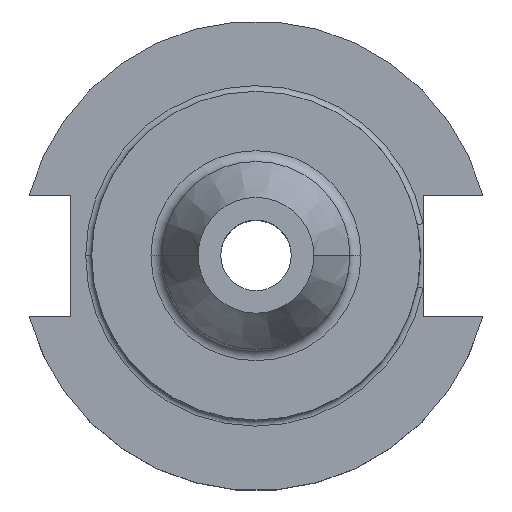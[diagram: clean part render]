
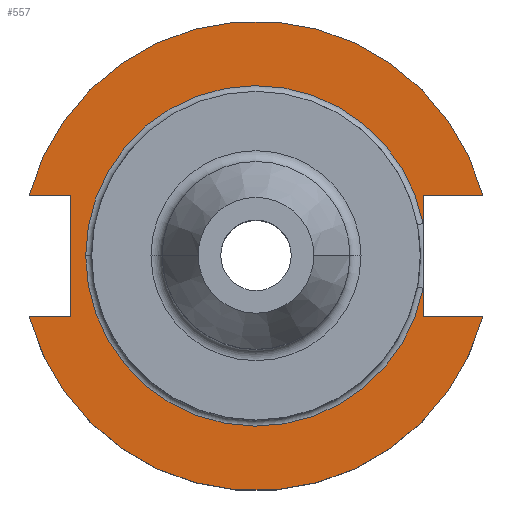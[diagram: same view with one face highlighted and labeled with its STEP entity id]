
A CAD part, top view. The second image highlights one B-rep face of the part: STEP entity #557.
In plain terms, the highlighted planar face has unit normal (0, 0, 1).
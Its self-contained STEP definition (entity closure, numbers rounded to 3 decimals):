
#2 = EDGE_CURVE ( 'NONE', #177, #1029, #276, .T. ) ;
#66 = CARTESIAN_POINT ( 'NONE',  ( 22.606, 4.373, 19.05 ) ) ;
#70 = DIRECTION ( 'NONE',  ( 1., 0., 0. ) ) ;
#71 = CARTESIAN_POINT ( 'NONE',  ( -61.091, 8.191, 19.05 ) ) ;
#98 = DIRECTION ( 'NONE',  ( 0., -1., 0. ) ) ;
#103 = CARTESIAN_POINT ( 'NONE',  ( 30.675, 8.191, 19.05 ) ) ;
#105 = VECTOR ( 'NONE', #1474, 1000. ) ;
#120 = ORIENTED_EDGE ( 'NONE', *, *, #763, .T. ) ;
#121 = ORIENTED_EDGE ( 'NONE', *, *, #278, .F. ) ;
#156 = EDGE_CURVE ( 'NONE', #1253, #611, #928, .T. ) ;
#169 = CARTESIAN_POINT ( 'NONE',  ( 30.675, -8.191, 19.05 ) ) ;
#177 = VERTEX_POINT ( 'NONE', #1306 ) ;
#188 = CARTESIAN_POINT ( 'NONE',  ( 0., 0., 19.05 ) ) ;
#194 = DIRECTION ( 'NONE',  ( 0., 0., 1. ) ) ;
#205 = CIRCLE ( 'NONE', #908, 31.75 ) ;
#237 = CARTESIAN_POINT ( 'NONE',  ( -23.025, 0., 19.05 ) ) ;
#238 = DIRECTION ( 'NONE',  ( 0., 1., 0. ) ) ;
#276 = LINE ( 'NONE', #434, #1495 ) ;
#278 = EDGE_CURVE ( 'NONE', #1326, #1561, #1635, .T. ) ;
#290 = DIRECTION ( 'NONE',  ( -1., 0., 0. ) ) ;
#351 = VERTEX_POINT ( 'NONE', #1114 ) ;
#369 = ORIENTED_EDGE ( 'NONE', *, *, #1692, .T. ) ;
#399 = VERTEX_POINT ( 'NONE', #715 ) ;
#405 = CIRCLE ( 'NONE', #878, 23.025 ) ;
#422 = VERTEX_POINT ( 'NONE', #1530 ) ;
#430 = CIRCLE ( 'NONE', #1399, 31.75 ) ;
#434 = CARTESIAN_POINT ( 'NONE',  ( 0., -8.191, 19.05 ) ) ;
#455 = DIRECTION ( 'NONE',  ( 0., 0., -1. ) ) ;
#517 = ORIENTED_EDGE ( 'NONE', *, *, #847, .T. ) ;
#537 = CARTESIAN_POINT ( 'NONE',  ( 0., 22.225, 19.05 ) ) ;
#557 = ADVANCED_FACE ( 'NONE', ( #646 ), #1334, .F. ) ;
#564 = VECTOR ( 'NONE', #835, 1000. ) ;
#566 = EDGE_CURVE ( 'NONE', #422, #351, #609, .T. ) ;
#581 = EDGE_CURVE ( 'NONE', #1413, #1253, #1287, .T. ) ;
#609 = LINE ( 'NONE', #71, #564 ) ;
#611 = VERTEX_POINT ( 'NONE', #1642 ) ;
#643 = DIRECTION ( 'NONE',  ( 0., 0., -1. ) ) ;
#646 = FACE_OUTER_BOUND ( 'NONE', #1703, .T. ) ;
#706 = DIRECTION ( 'NONE',  ( 1., 0., 0. ) ) ;
#715 = CARTESIAN_POINT ( 'NONE',  ( 22.606, -4.373, 19.05 ) ) ;
#763 = EDGE_CURVE ( 'NONE', #351, #1561, #1626, .T. ) ;
#784 = VECTOR ( 'NONE', #1053, 1000. ) ;
#785 = DIRECTION ( 'NONE',  ( 1., 0., 0. ) ) ;
#804 = VECTOR ( 'NONE', #238, 1000. ) ;
#835 = DIRECTION ( 'NONE',  ( 1., 0., 0. ) ) ;
#847 = EDGE_CURVE ( 'NONE', #399, #1413, #405, .T. ) ;
#878 = AXIS2_PLACEMENT_3D ( 'NONE', #1569, #643, #902 ) ;
#902 = DIRECTION ( 'NONE',  ( -1., 0., 0. ) ) ;
#908 = AXIS2_PLACEMENT_3D ( 'NONE', #936, #918, #785 ) ;
#913 = EDGE_CURVE ( 'NONE', #1326, #1029, #205, .T. ) ;
#918 = DIRECTION ( 'NONE',  ( 0., 0., 1. ) ) ;
#919 = LINE ( 'NONE', #1466, #105 ) ;
#928 = LINE ( 'NONE', #1036, #804 ) ;
#931 = ORIENTED_EDGE ( 'NONE', *, *, #566, .T. ) ;
#936 = CARTESIAN_POINT ( 'NONE',  ( 0., 0., 19.05 ) ) ;
#1006 = CARTESIAN_POINT ( 'NONE',  ( -25.091, 8.191, 19.05 ) ) ;
#1022 = AXIS2_PLACEMENT_3D ( 'NONE', #537, #1071, #290 ) ;
#1029 = VERTEX_POINT ( 'NONE', #169 ) ;
#1036 = CARTESIAN_POINT ( 'NONE',  ( 22.606, 22.225, 19.05 ) ) ;
#1049 = CARTESIAN_POINT ( 'NONE',  ( -25.091, -8.191, 19.05 ) ) ;
#1053 = DIRECTION ( 'NONE',  ( 1., 0., 0. ) ) ;
#1071 = DIRECTION ( 'NONE',  ( 0., 0., -1. ) ) ;
#1100 = CARTESIAN_POINT ( 'NONE',  ( 0., 0., 19.05 ) ) ;
#1111 = EDGE_CURVE ( 'NONE', #177, #399, #1481, .T. ) ;
#1114 = CARTESIAN_POINT ( 'NONE',  ( -25.091, 8.191, 19.05 ) ) ;
#1175 = EDGE_CURVE ( 'NONE', #1387, #611, #919, .T. ) ;
#1211 = VECTOR ( 'NONE', #98, 1000. ) ;
#1253 = VERTEX_POINT ( 'NONE', #66 ) ;
#1260 = DIRECTION ( 'NONE',  ( -1., 0., 0. ) ) ;
#1273 = VECTOR ( 'NONE', #1717, 1000. ) ;
#1287 = CIRCLE ( 'NONE', #1555, 23.025 ) ;
#1296 = ORIENTED_EDGE ( 'NONE', *, *, #581, .T. ) ;
#1306 = CARTESIAN_POINT ( 'NONE',  ( 22.606, -8.191, 19.05 ) ) ;
#1307 = ORIENTED_EDGE ( 'NONE', *, *, #1111, .T. ) ;
#1326 = VERTEX_POINT ( 'NONE', #1540 ) ;
#1334 = PLANE ( 'NONE',  #1022 ) ;
#1341 = CARTESIAN_POINT ( 'NONE',  ( 22.606, 22.225, 19.05 ) ) ;
#1370 = ORIENTED_EDGE ( 'NONE', *, *, #156, .T. ) ;
#1387 = VERTEX_POINT ( 'NONE', #103 ) ;
#1399 = AXIS2_PLACEMENT_3D ( 'NONE', #188, #194, #70 ) ;
#1413 = VERTEX_POINT ( 'NONE', #237 ) ;
#1427 = ORIENTED_EDGE ( 'NONE', *, *, #2, .F. ) ;
#1455 = ORIENTED_EDGE ( 'NONE', *, *, #913, .T. ) ;
#1466 = CARTESIAN_POINT ( 'NONE',  ( 0., 8.191, 19.05 ) ) ;
#1474 = DIRECTION ( 'NONE',  ( -1., 0., 0. ) ) ;
#1481 = LINE ( 'NONE', #1341, #1273 ) ;
#1495 = VECTOR ( 'NONE', #706, 1000. ) ;
#1530 = CARTESIAN_POINT ( 'NONE',  ( -30.675, 8.191, 19.05 ) ) ;
#1540 = CARTESIAN_POINT ( 'NONE',  ( -30.675, -8.191, 19.05 ) ) ;
#1555 = AXIS2_PLACEMENT_3D ( 'NONE', #1100, #455, #1260 ) ;
#1561 = VERTEX_POINT ( 'NONE', #1049 ) ;
#1569 = CARTESIAN_POINT ( 'NONE',  ( 0., 0., 19.05 ) ) ;
#1576 = CARTESIAN_POINT ( 'NONE',  ( -61.091, -8.191, 19.05 ) ) ;
#1596 = ORIENTED_EDGE ( 'NONE', *, *, #1175, .F. ) ;
#1626 = LINE ( 'NONE', #1006, #1211 ) ;
#1635 = LINE ( 'NONE', #1576, #784 ) ;
#1642 = CARTESIAN_POINT ( 'NONE',  ( 22.606, 8.191, 19.05 ) ) ;
#1692 = EDGE_CURVE ( 'NONE', #1387, #422, #430, .T. ) ;
#1703 = EDGE_LOOP ( 'NONE', ( #1307, #517, #1296, #1370, #1596, #369, #931, #120, #121, #1455, #1427 ) ) ;
#1717 = DIRECTION ( 'NONE',  ( 0., 1., 0. ) ) ;
